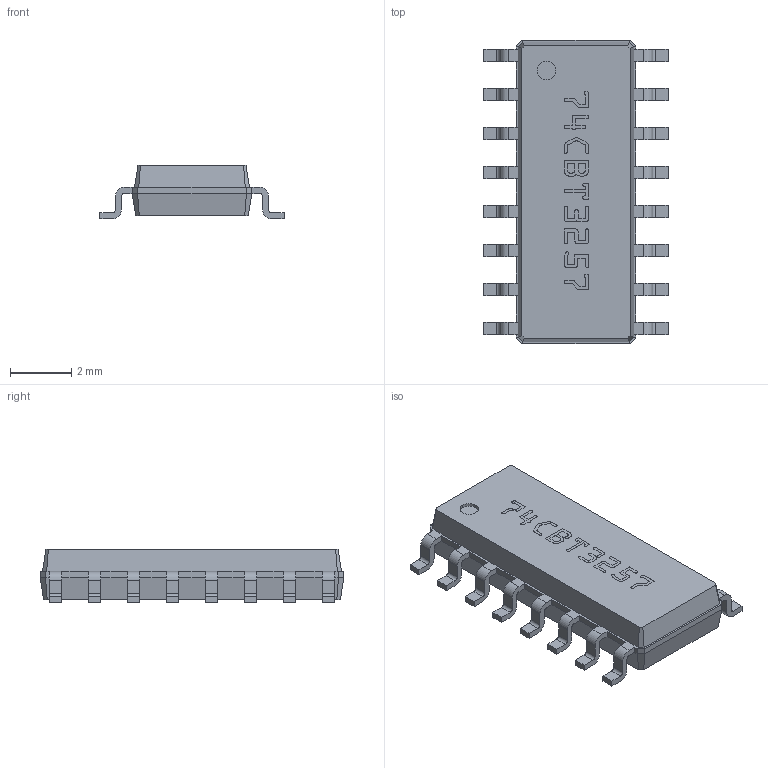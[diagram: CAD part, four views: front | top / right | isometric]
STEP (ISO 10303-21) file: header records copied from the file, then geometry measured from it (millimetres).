
FILE_DESCRIPTION (( 'STEP AP214' ), '1' );
FILE_NAME ('74CBT3257.STEP', '2021-03-24T17:19:12', ( '' ), ( '' ), 'SwSTEP 2.0', 'SolidWorks 2018', '' );
FILE_SCHEMA (( 'AUTOMOTIVE_DESIGN' ));
Length unit declared in the file: millimetre
Products named in the file (1): 74CBT3257
Bounding box: 6 x 9.9 x 1.75 mm (x, y, z)
Volume: 62.1 mm3; surface area: 148.9 mm2
Topology: 1 solids, 1 shells, 452 faces, 1226 edges, 788 vertices
Faces by surface type: plane 270, bspline 116, cylinder 66
Entity records: 18432 total; most frequent: CARTESIAN_POINT 4959, ORIENTED_EDGE 2452, DIRECTION 1848, EDGE_CURVE 1226, LINE 910, VECTOR 910, VERTEX_POINT 788, AXIS2_PLACEMENT_3D 469
